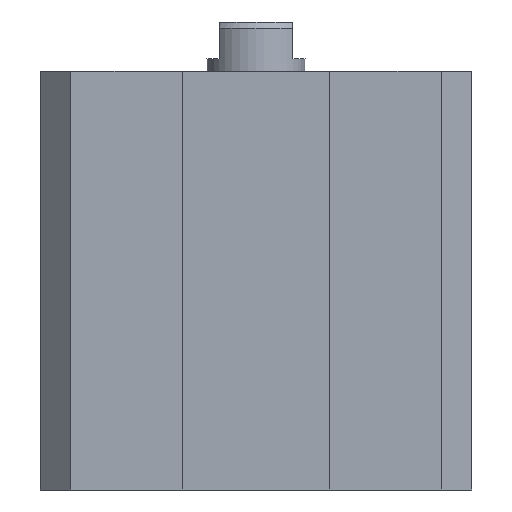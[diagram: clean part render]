
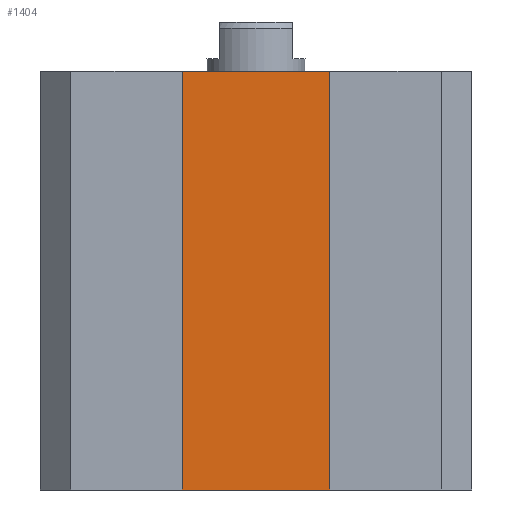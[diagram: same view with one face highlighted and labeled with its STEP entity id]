
A CAD part, front view. The second image highlights one B-rep face of the part: STEP entity #1404.
In plain terms, the highlighted planar face has unit normal (0, -1, 0).
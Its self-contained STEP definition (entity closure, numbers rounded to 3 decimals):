
#57=LINE('',#2061,#173);
#85=LINE('',#2145,#201);
#127=LINE('',#2311,#243);
#128=LINE('',#2313,#244);
#173=VECTOR('',#1627,16.2);
#201=VECTOR('',#1687,16.2);
#243=VECTOR('',#1887,34.);
#244=VECTOR('',#1890,34.);
#305=PLANE('',#1541);
#441=FACE_OUTER_BOUND('',#577,.T.);
#577=EDGE_LOOP('',(#1212,#1213,#1214,#1215));
#693=VERTEX_POINT('',#2058);
#694=VERTEX_POINT('',#2060);
#733=VERTEX_POINT('',#2142);
#734=VERTEX_POINT('',#2144);
#825=EDGE_CURVE('',#694,#693,#57,.T.);
#865=EDGE_CURVE('',#734,#733,#85,.T.);
#933=EDGE_CURVE('',#693,#734,#127,.T.);
#934=EDGE_CURVE('',#694,#733,#128,.T.);
#1212=ORIENTED_EDGE('',*,*,#865,.T.);
#1213=ORIENTED_EDGE('',*,*,#934,.F.);
#1214=ORIENTED_EDGE('',*,*,#825,.T.);
#1215=ORIENTED_EDGE('',*,*,#933,.T.);
#1404=ADVANCED_FACE('',(#441),#305,.T.);
#1541=AXIS2_PLACEMENT_3D('',#2312,#1888,#1889);
#1627=DIRECTION('',(1.,0.,0.));
#1687=DIRECTION('',(-1.,0.,0.));
#1887=DIRECTION('',(0.,0.,1.));
#1888=DIRECTION('center_axis',(0.,-1.,0.));
#1889=DIRECTION('ref_axis',(0.,0.,-1.));
#1890=DIRECTION('',(0.,0.,1.));
#2058=CARTESIAN_POINT('',(8.1,-12.,-19.5));
#2060=CARTESIAN_POINT('',(-8.1,-12.,-19.5));
#2061=CARTESIAN_POINT('',(-8.1,-12.,-19.5));
#2142=CARTESIAN_POINT('',(-8.1,-12.,14.5));
#2144=CARTESIAN_POINT('',(8.1,-12.,14.5));
#2145=CARTESIAN_POINT('',(-8.1,-12.,14.5));
#2311=CARTESIAN_POINT('',(8.1,-12.,0.));
#2312=CARTESIAN_POINT('Origin',(8.1,-12.,0.));
#2313=CARTESIAN_POINT('',(-8.1,-12.,0.));
